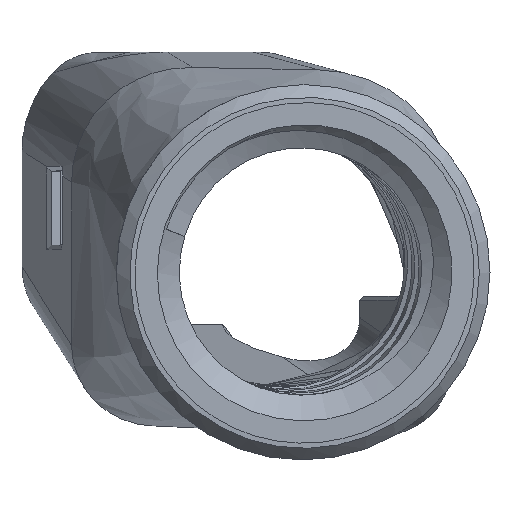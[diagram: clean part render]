
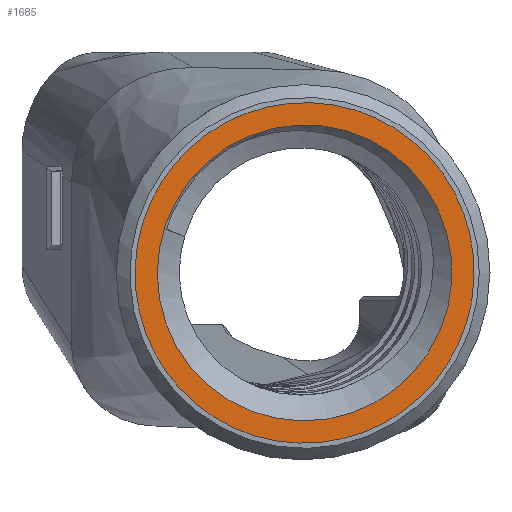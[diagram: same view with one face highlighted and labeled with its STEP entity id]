
A CAD part, top view. The second image highlights one B-rep face of the part: STEP entity #1685.
In plain terms, the highlighted planar face has unit normal (0.103, -0.044, 0.994).
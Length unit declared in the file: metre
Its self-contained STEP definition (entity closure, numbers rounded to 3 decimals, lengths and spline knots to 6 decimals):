
#78=CIRCLE('',#1791,0.012);
#118=PLANE('',#1790);
#715=ORIENTED_EDGE('',*,*,#1036,.T.);
#716=ORIENTED_EDGE('',*,*,#1037,.T.);
#717=ORIENTED_EDGE('',*,*,#1038,.T.);
#718=ORIENTED_EDGE('',*,*,#1039,.T.);
#719=ORIENTED_EDGE('',*,*,#1040,.T.);
#720=ORIENTED_EDGE('',*,*,#1041,.T.);
#721=ORIENTED_EDGE('',*,*,#1042,.T.);
#722=ORIENTED_EDGE('',*,*,#1043,.T.);
#723=ORIENTED_EDGE('',*,*,#1044,.T.);
#1036=EDGE_CURVE('',#1211,#1211,#78,.T.);
#1037=EDGE_CURVE('',#1212,#1213,#1357,.T.);
#1038=EDGE_CURVE('',#1213,#1214,#1358,.T.);
#1039=EDGE_CURVE('',#1214,#1215,#1359,.T.);
#1040=EDGE_CURVE('',#1215,#1216,#1360,.T.);
#1041=EDGE_CURVE('',#1216,#1217,#1361,.T.);
#1042=EDGE_CURVE('',#1217,#1218,#1362,.T.);
#1043=EDGE_CURVE('',#1218,#1219,#1363,.T.);
#1044=EDGE_CURVE('',#1219,#1212,#1364,.T.);
#1211=VERTEX_POINT('',#4310);
#1212=VERTEX_POINT('',#4315);
#1213=VERTEX_POINT('',#4316);
#1214=VERTEX_POINT('',#4321);
#1215=VERTEX_POINT('',#4326);
#1216=VERTEX_POINT('',#4331);
#1217=VERTEX_POINT('',#4336);
#1218=VERTEX_POINT('',#4341);
#1219=VERTEX_POINT('',#4346);
#1357=B_SPLINE_CURVE_WITH_KNOTS('',3,(#4311,#4312,#4313,#4314),
 .UNSPECIFIED.,.F.,.F.,(4,4),(0.,1.),.UNSPECIFIED.);
#1358=B_SPLINE_CURVE_WITH_KNOTS('',3,(#4317,#4318,#4319,#4320),
 .UNSPECIFIED.,.F.,.F.,(4,4),(0.,1.),.UNSPECIFIED.);
#1359=B_SPLINE_CURVE_WITH_KNOTS('',3,(#4322,#4323,#4324,#4325),
 .UNSPECIFIED.,.F.,.F.,(4,4),(0.,1.),.UNSPECIFIED.);
#1360=B_SPLINE_CURVE_WITH_KNOTS('',3,(#4327,#4328,#4329,#4330),
 .UNSPECIFIED.,.F.,.F.,(4,4),(0.,1.),.UNSPECIFIED.);
#1361=B_SPLINE_CURVE_WITH_KNOTS('',3,(#4332,#4333,#4334,#4335),
 .UNSPECIFIED.,.F.,.F.,(4,4),(0.,1.),.UNSPECIFIED.);
#1362=B_SPLINE_CURVE_WITH_KNOTS('',3,(#4337,#4338,#4339,#4340),
 .UNSPECIFIED.,.F.,.F.,(4,4),(0.,1.),.UNSPECIFIED.);
#1363=B_SPLINE_CURVE_WITH_KNOTS('',3,(#4342,#4343,#4344,#4345),
 .UNSPECIFIED.,.F.,.F.,(4,4),(0.,1.),.UNSPECIFIED.);
#1364=B_SPLINE_CURVE_WITH_KNOTS('',3,(#4347,#4348,#4349,#4350),
 .UNSPECIFIED.,.F.,.F.,(4,4),(0.,1.),.UNSPECIFIED.);
#1457=EDGE_LOOP('',(#715));
#1458=EDGE_LOOP('',(#716,#717,#718,#719,#720,#721,#722,#723));
#1564=FACE_BOUND('',#1457,.T.);
#1565=FACE_BOUND('',#1458,.T.);
#1685=ADVANCED_FACE('',(#1564,#1565),#118,.F.);
#1790=AXIS2_PLACEMENT_3D('',#4308,#2041,#2042);
#1791=AXIS2_PLACEMENT_3D('',#4309,#2043,#2044);
#2041=DIRECTION('',(-0.103,0.044,-0.994));
#2042=DIRECTION('',(0.995,0.005,-0.103));
#2043=DIRECTION('',(-0.103,0.044,-0.994));
#2044=DIRECTION('',(-0.995,0.,0.103));
#4308=CARTESIAN_POINT('',(0.003357,-0.001442,0.032355));
#4309=CARTESIAN_POINT('',(0.003357,-0.001442,0.032355));
#4310=CARTESIAN_POINT('',(-0.008579,-0.001442,0.033594));
#4311=CARTESIAN_POINT('',(0.015516,0.005038,0.031382));
#4312=CARTESIAN_POINT('',(0.013832,0.008247,0.0317));
#4313=CARTESIAN_POINT('',(0.010883,0.010694,0.032115));
#4314=CARTESIAN_POINT('',(0.007433,0.011755,0.03252));
#4315=CARTESIAN_POINT('',(0.015516,0.005038,0.031382));
#4316=CARTESIAN_POINT('',(0.007433,0.011755,0.03252));
#4317=CARTESIAN_POINT('',(0.007433,0.011755,0.03252));
#4318=CARTESIAN_POINT('',(0.003977,0.012817,0.032926));
#4319=CARTESIAN_POINT('',(0.000159,0.012445,0.033306));
#4320=CARTESIAN_POINT('',(-0.003039,0.010741,0.033562));
#4321=CARTESIAN_POINT('',(-0.003039,0.010741,0.033562));
#4322=CARTESIAN_POINT('',(-0.003039,0.010741,0.033562));
#4323=CARTESIAN_POINT('',(-0.006241,0.009035,0.033818));
#4324=CARTESIAN_POINT('',(-0.008691,0.006061,0.03394));
#4325=CARTESIAN_POINT('',(-0.009763,0.002591,0.033896));
#4326=CARTESIAN_POINT('',(-0.009763,0.002591,0.033896));
#4327=CARTESIAN_POINT('',(-0.009763,0.002591,0.033896));
#4328=CARTESIAN_POINT('',(-0.010837,-0.000885,0.033853));
#4329=CARTESIAN_POINT('',(-0.010484,-0.004718,0.033646));
#4330=CARTESIAN_POINT('',(-0.008802,-0.007921,0.033328));
#4331=CARTESIAN_POINT('',(-0.008802,-0.007921,0.033328));
#4332=CARTESIAN_POINT('',(-0.008802,-0.007921,0.033328));
#4333=CARTESIAN_POINT('',(-0.007117,-0.01113,0.033011));
#4334=CARTESIAN_POINT('',(-0.004168,-0.013578,0.032595));
#4335=CARTESIAN_POINT('',(-0.000718,-0.014638,0.03219));
#4336=CARTESIAN_POINT('',(-0.000718,-0.014638,0.03219));
#4337=CARTESIAN_POINT('',(-0.000718,-0.014638,0.03219));
#4338=CARTESIAN_POINT('',(0.002737,-0.0157,0.031784));
#4339=CARTESIAN_POINT('',(0.006556,-0.015328,0.031405));
#4340=CARTESIAN_POINT('',(0.009753,-0.013624,0.031149));
#4341=CARTESIAN_POINT('',(0.009753,-0.013624,0.031149));
#4342=CARTESIAN_POINT('',(0.009753,-0.013624,0.031149));
#4343=CARTESIAN_POINT('',(0.012956,-0.011918,0.030893));
#4344=CARTESIAN_POINT('',(0.015406,-0.008944,0.030771));
#4345=CARTESIAN_POINT('',(0.016478,-0.005474,0.030814));
#4346=CARTESIAN_POINT('',(0.016478,-0.005474,0.030814));
#4347=CARTESIAN_POINT('',(0.016478,-0.005474,0.030814));
#4348=CARTESIAN_POINT('',(0.017551,-0.001998,0.030858));
#4349=CARTESIAN_POINT('',(0.017198,0.001835,0.031065));
#4350=CARTESIAN_POINT('',(0.015516,0.005038,0.031382));
